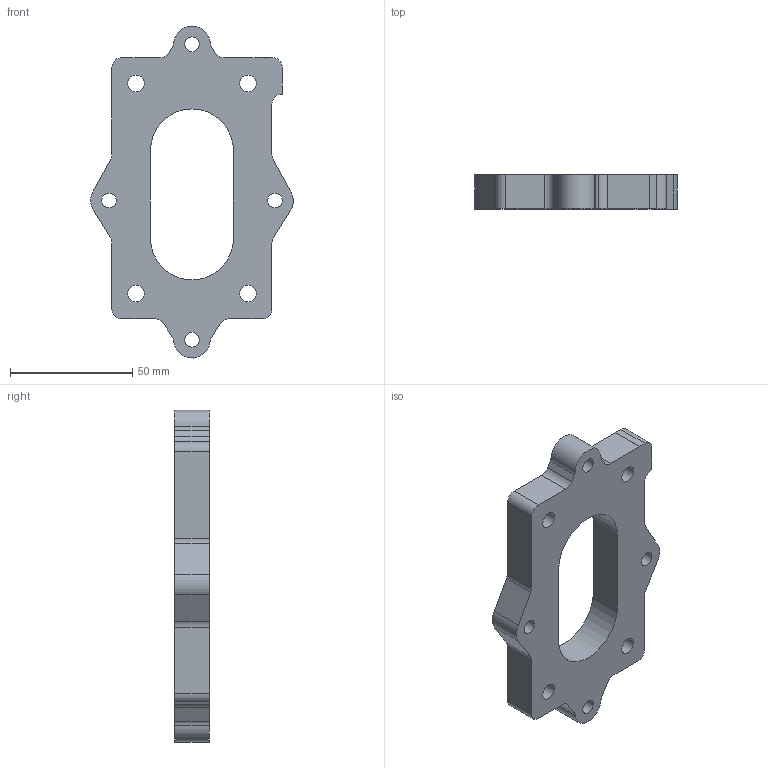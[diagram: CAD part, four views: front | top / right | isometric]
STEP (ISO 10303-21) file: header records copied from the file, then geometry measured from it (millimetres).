
FILE_DESCRIPTION(/* description */ (''),/* implementation_level */ '2;1');
FILE_NAME(/* name */ 'Cale weber audi v2.step',/* time_stamp */ '2023-10-31T18:31:49+01:00',/* author */ (''),/* organization */ (''),/* preprocessor_version */ 'ST-DEVELOPER v20',/* originating_system */ 'Autodesk Translation Framework v12.9.0.99',/* authorisation */ '');
FILE_SCHEMA (('AUTOMOTIVE_DESIGN { 1 0 10303 214 3 1 1 }','INTEGRATED_CNC_SCHEMA','PROCESS_PLANNING_SCHEMA'));
Length unit declared in the file: millimetre
Products named in the file (1): Cale weber audi
Bounding box: 82.97 x 14 x 135.94 mm (x, y, z)
Volume: 74516.4 mm3; surface area: 21500.5 mm2
Topology: 1 solids, 1 shells, 65 faces, 177 edges, 116 vertices
Faces by surface type: cylinder 36, plane 29
Full cylindrical faces by diameter (mm): 6 x4, 6.779 x4, 11 x4
Entity records: 2148 total; most frequent: DIRECTION 381, CARTESIAN_POINT 359, ORIENTED_EDGE 354, EDGE_CURVE 177, AXIS2_PLACEMENT_3D 138, VERTEX_POINT 116, LINE 105, VECTOR 105
